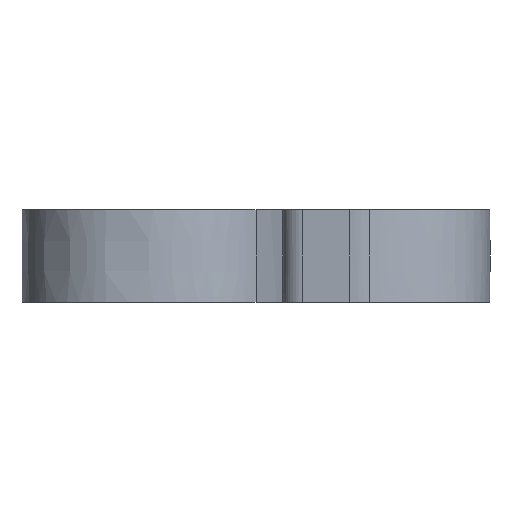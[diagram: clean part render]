
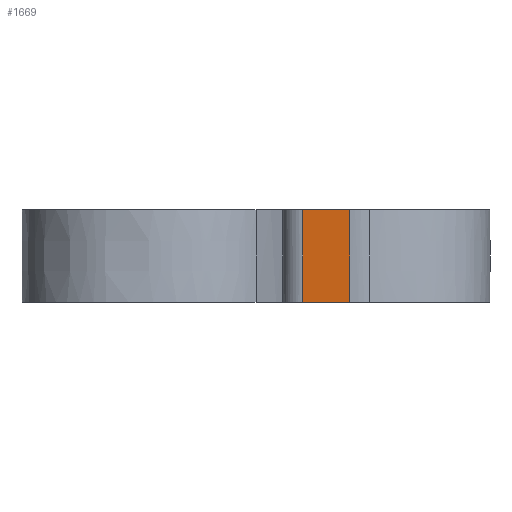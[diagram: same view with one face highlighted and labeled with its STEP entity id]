
A CAD part, left-side view. The second image highlights one B-rep face of the part: STEP entity #1669.
In plain terms, the highlighted free-form (B-spline) face has degree [1, 1] with [2, 2] control points.
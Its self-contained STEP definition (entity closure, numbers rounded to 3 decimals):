
#301 = VERTEX_POINT('',#302);
#302 = CARTESIAN_POINT('',(-4.762,-3.688,0.));
#308 = EDGE_CURVE('',#309,#301,#311,.T.);
#309 = VERTEX_POINT('',#310);
#310 = CARTESIAN_POINT('',(-4.549,-1.837,0.));
#311 = B_SPLINE_CURVE_WITH_KNOTS('',1,(#312,#313),.UNSPECIFIED.,.F.,.F.,
  (2,2),(0.,1.272),.PIECEWISE_BEZIER_KNOTS.);
#312 = CARTESIAN_POINT('',(-4.549,-1.837,0.));
#313 = CARTESIAN_POINT('',(-4.762,-3.688,0.));
#878 = VERTEX_POINT('',#879);
#879 = CARTESIAN_POINT('',(-4.549,-1.837,
    3.661));
#885 = EDGE_CURVE('',#878,#886,#888,.T.);
#886 = VERTEX_POINT('',#887);
#887 = CARTESIAN_POINT('',(-4.762,-3.688,3.661
    ));
#888 = B_SPLINE_CURVE_WITH_KNOTS('',1,(#889,#890),.UNSPECIFIED.,.F.,.F.,
  (2,2),(0.,1.272),.PIECEWISE_BEZIER_KNOTS.);
#889 = CARTESIAN_POINT('',(-4.549,-1.837,
    3.661));
#890 = CARTESIAN_POINT('',(-4.762,-3.688,
    3.661));
#1669 = ADVANCED_FACE('',(#1670),#1684,.T.);
#1670 = FACE_BOUND('',#1671,.T.);
#1671 = EDGE_LOOP('',(#1672,#1673,#1678,#1679));
#1672 = ORIENTED_EDGE('',*,*,#308,.T.);
#1673 = ORIENTED_EDGE('',*,*,#1674,.F.);
#1674 = EDGE_CURVE('',#886,#301,#1675,.T.);
#1675 = B_SPLINE_CURVE_WITH_KNOTS('',1,(#1676,#1677),.UNSPECIFIED.,.F.,
  .F.,(2,2),(0.,2.5),.PIECEWISE_BEZIER_KNOTS.);
#1676 = CARTESIAN_POINT('',(-4.762,-3.688,
    3.661));
#1677 = CARTESIAN_POINT('',(-4.762,-3.688,0.));
#1678 = ORIENTED_EDGE('',*,*,#885,.F.);
#1679 = ORIENTED_EDGE('',*,*,#1680,.F.);
#1680 = EDGE_CURVE('',#309,#878,#1681,.T.);
#1681 = B_SPLINE_CURVE_WITH_KNOTS('',1,(#1682,#1683),.UNSPECIFIED.,.F.,
  .F.,(2,2),(0.,2.5),.PIECEWISE_BEZIER_KNOTS.);
#1682 = CARTESIAN_POINT('',(-4.549,-1.837,0.));
#1683 = CARTESIAN_POINT('',(-4.549,-1.837,
    3.661));
#1684 = B_SPLINE_SURFACE_WITH_KNOTS('',1,1,(
    (#1685,#1686)
    ,(#1687,#1688
    )),.UNSPECIFIED.,.F.,.F.,.F.,(2,2),(2,2),(-0.915,
    0.357),(-2.5,0.),.PIECEWISE_BEZIER_KNOTS.);
#1685 = CARTESIAN_POINT('',(-4.549,-1.837,0.));
#1686 = CARTESIAN_POINT('',(-4.549,-1.837,
    3.661));
#1687 = CARTESIAN_POINT('',(-4.762,-3.688,0.));
#1688 = CARTESIAN_POINT('',(-4.762,-3.688,
    3.661));
